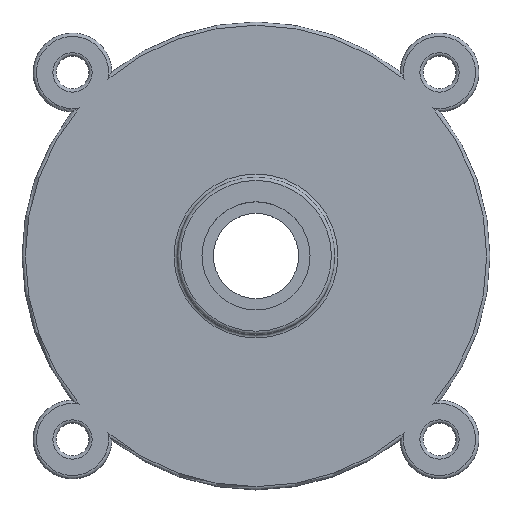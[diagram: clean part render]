
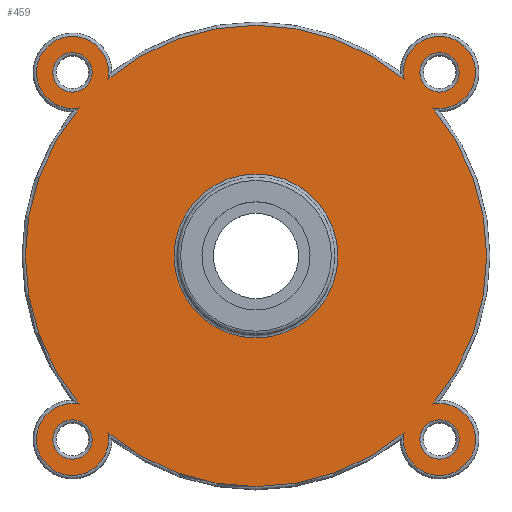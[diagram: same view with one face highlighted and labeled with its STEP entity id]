
A CAD part, top view. The second image highlights one B-rep face of the part: STEP entity #459.
In plain terms, the highlighted planar face has unit normal (0, 0, 1).
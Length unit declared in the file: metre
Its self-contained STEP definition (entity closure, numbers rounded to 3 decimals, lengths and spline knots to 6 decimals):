
#35=PLANE('',#516);
#49=CIRCLE('',#517,0.0176);
#50=CIRCLE('',#518,0.00275);
#51=CIRCLE('',#519,0.0176);
#52=CIRCLE('',#520,0.00275);
#53=CIRCLE('',#521,0.0176);
#54=CIRCLE('',#522,0.00275);
#55=CIRCLE('',#523,0.0176);
#56=CIRCLE('',#524,0.00275);
#57=CIRCLE('',#525,0.0015);
#58=CIRCLE('',#526,0.0015);
#59=CIRCLE('',#527,0.0015);
#60=CIRCLE('',#528,0.0015);
#61=CIRCLE('',#529,0.00625);
#102=ORIENTED_EDGE('',*,*,#221,.T.);
#103=ORIENTED_EDGE('',*,*,#222,.T.);
#104=ORIENTED_EDGE('',*,*,#223,.T.);
#105=ORIENTED_EDGE('',*,*,#224,.T.);
#106=ORIENTED_EDGE('',*,*,#225,.T.);
#107=ORIENTED_EDGE('',*,*,#226,.T.);
#108=ORIENTED_EDGE('',*,*,#227,.T.);
#109=ORIENTED_EDGE('',*,*,#228,.T.);
#110=ORIENTED_EDGE('',*,*,#229,.T.);
#111=ORIENTED_EDGE('',*,*,#230,.T.);
#112=ORIENTED_EDGE('',*,*,#231,.T.);
#113=ORIENTED_EDGE('',*,*,#232,.T.);
#114=ORIENTED_EDGE('',*,*,#233,.T.);
#221=EDGE_CURVE('',#281,#282,#49,.T.);
#222=EDGE_CURVE('',#282,#283,#50,.T.);
#223=EDGE_CURVE('',#283,#284,#51,.T.);
#224=EDGE_CURVE('',#284,#285,#52,.T.);
#225=EDGE_CURVE('',#285,#286,#53,.T.);
#226=EDGE_CURVE('',#286,#287,#54,.T.);
#227=EDGE_CURVE('',#287,#288,#55,.T.);
#228=EDGE_CURVE('',#288,#281,#56,.T.);
#229=EDGE_CURVE('',#289,#289,#57,.F.);
#230=EDGE_CURVE('',#290,#290,#58,.F.);
#231=EDGE_CURVE('',#291,#291,#59,.F.);
#232=EDGE_CURVE('',#292,#292,#60,.F.);
#233=EDGE_CURVE('',#293,#293,#61,.F.);
#281=VERTEX_POINT('',#787);
#282=VERTEX_POINT('',#788);
#283=VERTEX_POINT('',#790);
#284=VERTEX_POINT('',#792);
#285=VERTEX_POINT('',#794);
#286=VERTEX_POINT('',#796);
#287=VERTEX_POINT('',#798);
#288=VERTEX_POINT('',#800);
#289=VERTEX_POINT('',#803);
#290=VERTEX_POINT('',#805);
#291=VERTEX_POINT('',#807);
#292=VERTEX_POINT('',#809);
#293=VERTEX_POINT('',#811);
#330=EDGE_LOOP('',(#102,#103,#104,#105,#106,#107,#108,#109));
#331=EDGE_LOOP('',(#110));
#332=EDGE_LOOP('',(#111));
#333=EDGE_LOOP('',(#112));
#334=EDGE_LOOP('',(#113));
#335=EDGE_LOOP('',(#114));
#388=FACE_BOUND('',#330,.T.);
#389=FACE_BOUND('',#331,.T.);
#390=FACE_BOUND('',#332,.T.);
#391=FACE_BOUND('',#333,.T.);
#392=FACE_BOUND('',#334,.T.);
#393=FACE_BOUND('',#335,.T.);
#459=ADVANCED_FACE('',(#388,#389,#390,#391,#392,#393),#35,.T.);
#516=AXIS2_PLACEMENT_3D('',#785,#620,#621);
#517=AXIS2_PLACEMENT_3D('',#786,#622,#623);
#518=AXIS2_PLACEMENT_3D('',#789,#624,#625);
#519=AXIS2_PLACEMENT_3D('',#791,#626,#627);
#520=AXIS2_PLACEMENT_3D('',#793,#628,#629);
#521=AXIS2_PLACEMENT_3D('',#795,#630,#631);
#522=AXIS2_PLACEMENT_3D('',#797,#632,#633);
#523=AXIS2_PLACEMENT_3D('',#799,#634,#635);
#524=AXIS2_PLACEMENT_3D('',#801,#636,#637);
#525=AXIS2_PLACEMENT_3D('',#802,#638,#639);
#526=AXIS2_PLACEMENT_3D('',#804,#640,#641);
#527=AXIS2_PLACEMENT_3D('',#806,#642,#643);
#528=AXIS2_PLACEMENT_3D('',#808,#644,#645);
#529=AXIS2_PLACEMENT_3D('',#810,#646,#647);
#620=DIRECTION('',(0.,0.,1.));
#621=DIRECTION('',(1.,0.,0.));
#622=DIRECTION('',(0.,0.,1.));
#623=DIRECTION('',(0.,-1.,0.));
#624=DIRECTION('',(0.,0.,1.));
#625=DIRECTION('',(0.,-1.,0.));
#626=DIRECTION('',(0.,0.,1.));
#627=DIRECTION('',(0.,-1.,0.));
#628=DIRECTION('',(0.,0.,1.));
#629=DIRECTION('',(0.,-1.,0.));
#630=DIRECTION('',(0.,0.,1.));
#631=DIRECTION('',(0.,-1.,0.));
#632=DIRECTION('',(0.,0.,1.));
#633=DIRECTION('',(0.,-1.,0.));
#634=DIRECTION('',(0.,0.,1.));
#635=DIRECTION('',(0.,-1.,0.));
#636=DIRECTION('',(0.,0.,1.));
#637=DIRECTION('',(0.,-1.,0.));
#638=DIRECTION('',(0.,0.,1.));
#639=DIRECTION('',(0.,-1.,0.));
#640=DIRECTION('',(0.,0.,1.));
#641=DIRECTION('',(0.,-1.,0.));
#642=DIRECTION('',(0.,0.,1.));
#643=DIRECTION('',(0.,-1.,0.));
#644=DIRECTION('',(0.,0.,1.));
#645=DIRECTION('',(0.,-1.,0.));
#646=DIRECTION('',(0.,0.,1.));
#647=DIRECTION('',(0.,-1.,0.));
#785=CARTESIAN_POINT('',(0.,0.,0.016));
#786=CARTESIAN_POINT('',(0.,0.,0.016));
#787=CARTESIAN_POINT('',(-0.011297,-0.013496,0.016));
#788=CARTESIAN_POINT('',(0.011297,-0.013496,0.016));
#789=CARTESIAN_POINT('',(0.014,-0.014,0.016));
#790=CARTESIAN_POINT('',(0.013496,-0.011297,0.016));
#791=CARTESIAN_POINT('',(0.,0.,0.016));
#792=CARTESIAN_POINT('',(0.013496,0.011297,0.016));
#793=CARTESIAN_POINT('',(0.014,0.014,0.016));
#794=CARTESIAN_POINT('',(0.011297,0.013496,0.016));
#795=CARTESIAN_POINT('',(0.,0.,0.016));
#796=CARTESIAN_POINT('',(-0.011297,0.013496,0.016));
#797=CARTESIAN_POINT('',(-0.014,0.014,0.016));
#798=CARTESIAN_POINT('',(-0.013496,0.011297,0.016));
#799=CARTESIAN_POINT('',(0.,0.,0.016));
#800=CARTESIAN_POINT('',(-0.013496,-0.011297,0.016));
#801=CARTESIAN_POINT('',(-0.014,-0.014,0.016));
#802=CARTESIAN_POINT('',(0.014,0.014,0.016));
#803=CARTESIAN_POINT('',(0.014,0.0125,0.016));
#804=CARTESIAN_POINT('',(0.014,-0.014,0.016));
#805=CARTESIAN_POINT('',(0.014,-0.0155,0.016));
#806=CARTESIAN_POINT('',(-0.014,-0.014,0.016));
#807=CARTESIAN_POINT('',(-0.014,-0.0155,0.016));
#808=CARTESIAN_POINT('',(-0.014,0.014,0.016));
#809=CARTESIAN_POINT('',(-0.014,0.0125,0.016));
#810=CARTESIAN_POINT('',(0.,0.,0.016));
#811=CARTESIAN_POINT('',(0.,-0.00625,0.016));
